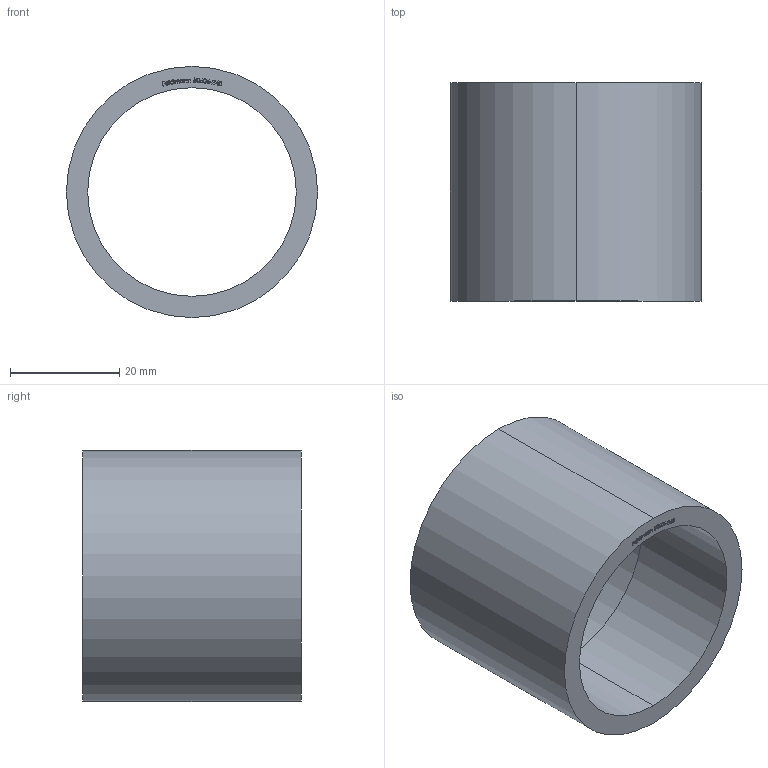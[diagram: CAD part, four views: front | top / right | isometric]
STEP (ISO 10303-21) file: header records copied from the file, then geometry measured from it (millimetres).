
FILE_DESCRIPTION (( 'STEP AP203' ), '1' );
FILE_NAME ('50606-240.STEP', '2020-11-12T13:40:00', ( '' ), ( '' ), 'SwSTEP 2.0', 'SolidWorks 2018', '' );
FILE_SCHEMA (( 'CONFIG_CONTROL_DESIGN' ));
Length unit declared in the file: millimetre
Products named in the file (2): 50606-240
Bounding box: 46 x 40 x 46 mm (x, y, z)
Volume: 15845.9 mm3; surface area: 11879.3 mm2
Topology: 1 solids, 1 shells, 231 faces, 606 edges, 404 vertices
Faces by surface type: plane 118, bspline 107, cylinder 6
Entity records: 13457 total; most frequent: CARTESIAN_POINT 8318, ORIENTED_EDGE 1212, DIRECTION 656, EDGE_CURVE 606, VERTEX_POINT 404, LINE 380, VECTOR 380, EDGE_LOOP 260
